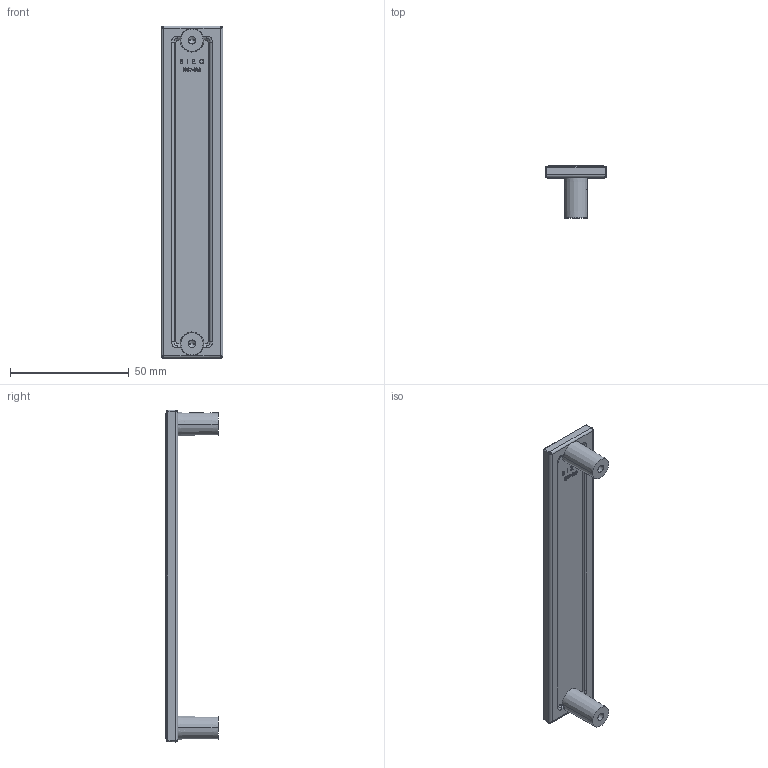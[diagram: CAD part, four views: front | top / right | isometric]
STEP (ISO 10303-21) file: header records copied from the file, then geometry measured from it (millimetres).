
FILE_DESCRIPTION(('Creo Elements/Direct Modeling STEP Export'),'2;1');
FILE_NAME('1987-140.stp','2024-09-16T11:27:13',(''),(''),'Creo Elements/Direct Modeling STEP processor for AP214 (Solid Model)','Creo Elements/Direct Modeling 20.0 12-Nov-2016 (C) Parametric Technology GmbH','');
FILE_SCHEMA(('AUTOMOTIVE_DESIGN { 1 0 10303 214 1 1 1 1 }'));
Length unit declared in the file: millimetre
Products named in the file (2): Griff_140
Assembly tree (1 placements, depth 2):
  Griff_140
    Griff_140
Bounding box: 26 x 22 x 139.89 mm (x, y, z)
Volume: 14017.5 mm3; surface area: 10662.9 mm2
Topology: 1 solids, 1 shells, 440 faces, 1156 edges, 726 vertices
Faces by surface type: plane 283, bspline 78, cylinder 64, cone 8, sphere 4, extrusion 2, torus 1
Entity records: 22161 total; most frequent: CARTESIAN_POINT 12194, ORIENTED_EDGE 2280, DIRECTION 1662, EDGE_CURVE 1140, VECTOR 826, LINE 824, VERTEX_POINT 726, EDGE_LOOP 464
